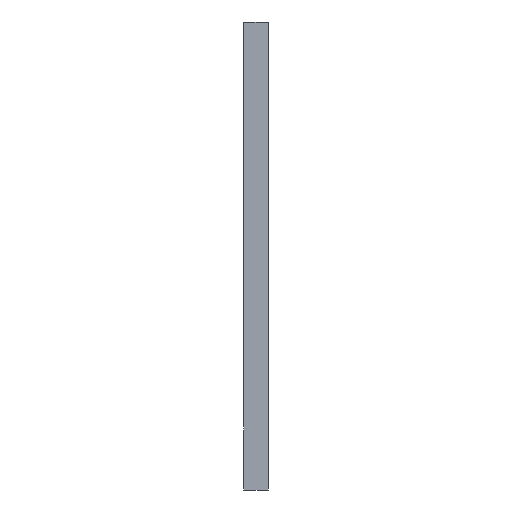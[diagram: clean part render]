
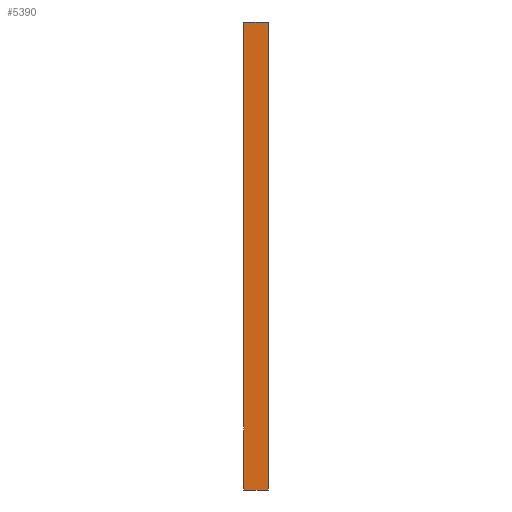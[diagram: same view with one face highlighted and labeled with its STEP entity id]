
A CAD part, front view. The second image highlights one B-rep face of the part: STEP entity #5390.
In plain terms, the highlighted planar face has unit normal (0, -1, 0).
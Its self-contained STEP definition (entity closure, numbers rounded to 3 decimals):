
#35 = FACE_OUTER_BOUND ( 'NONE', #15779, .T. ) ;
#143 = EDGE_CURVE ( 'NONE', #20000, #14240, #1423, .T. ) ;
#584 = EDGE_CURVE ( 'NONE', #14240, #9958, #16243, .T. ) ;
#676 = LINE ( 'NONE', #15710, #4400 ) ;
#1423 = LINE ( 'NONE', #20486, #20308 ) ;
#3686 = VECTOR ( 'NONE', #16435, 1000. ) ;
#3785 = ORIENTED_EDGE ( 'NONE', *, *, #143, .F. ) ;
#4187 = CARTESIAN_POINT ( 'NONE',  ( -21.5, 0., -45.5 ) ) ;
#4400 = VECTOR ( 'NONE', #17483, 1000. ) ;
#5390 = ADVANCED_FACE ( 'NONE', ( #35 ), #13859, .T. ) ;
#5852 = AXIS2_PLACEMENT_3D ( 'NONE', #11772, #17205, #19058 ) ;
#6240 = LINE ( 'NONE', #21654, #3686 ) ;
#7197 = CARTESIAN_POINT ( 'NONE',  ( -24., 0., -45.5 ) ) ;
#7681 = CARTESIAN_POINT ( 'NONE',  ( -24., 0., -45.5 ) ) ;
#9307 = DIRECTION ( 'NONE',  ( -1., 0., 0. ) ) ;
#9645 = CARTESIAN_POINT ( 'NONE',  ( -21.5, 0., 2.5 ) ) ;
#9958 = VERTEX_POINT ( 'NONE', #17324 ) ;
#11772 = CARTESIAN_POINT ( 'NONE',  ( 0., 0., 0. ) ) ;
#12393 = EDGE_CURVE ( 'NONE', #9958, #20012, #6240, .T. ) ;
#12684 = DIRECTION ( 'NONE',  ( 0., 0., 1. ) ) ;
#13859 = PLANE ( 'NONE',  #5852 ) ;
#13949 = VECTOR ( 'NONE', #12684, 1000. ) ;
#14240 = VERTEX_POINT ( 'NONE', #7681 ) ;
#15194 = ORIENTED_EDGE ( 'NONE', *, *, #12393, .F. ) ;
#15675 = EDGE_CURVE ( 'NONE', #20012, #20000, #676, .T. ) ;
#15710 = CARTESIAN_POINT ( 'NONE',  ( -21.5, 0., 0. ) ) ;
#15779 = EDGE_LOOP ( 'NONE', ( #17293, #15194, #18720, #3785 ) ) ;
#16243 = LINE ( 'NONE', #7197, #13949 ) ;
#16435 = DIRECTION ( 'NONE',  ( 1., 0., 0. ) ) ;
#17205 = DIRECTION ( 'NONE',  ( 0., -1., 0. ) ) ;
#17293 = ORIENTED_EDGE ( 'NONE', *, *, #15675, .F. ) ;
#17324 = CARTESIAN_POINT ( 'NONE',  ( -24., 0., 2.5 ) ) ;
#17483 = DIRECTION ( 'NONE',  ( 0., 0., -1. ) ) ;
#18720 = ORIENTED_EDGE ( 'NONE', *, *, #584, .F. ) ;
#19058 = DIRECTION ( 'NONE',  ( 0., 0., -1. ) ) ;
#20000 = VERTEX_POINT ( 'NONE', #4187 ) ;
#20012 = VERTEX_POINT ( 'NONE', #9645 ) ;
#20308 = VECTOR ( 'NONE', #9307, 1000. ) ;
#20486 = CARTESIAN_POINT ( 'NONE',  ( -21.5, 0., -45.5 ) ) ;
#21654 = CARTESIAN_POINT ( 'NONE',  ( 24., 0., 2.5 ) ) ;
